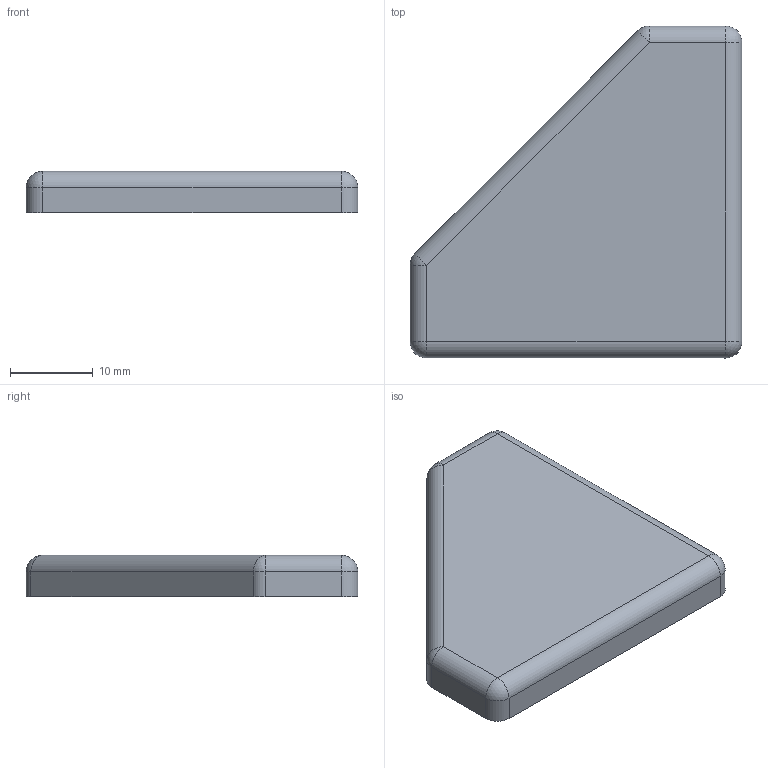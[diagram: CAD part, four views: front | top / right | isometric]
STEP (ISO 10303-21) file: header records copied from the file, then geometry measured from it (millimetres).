
FILE_DESCRIPTION(/* description */ ('Tappo 40x40 45 gradi'),/* implementation_level */ '2;1');
FILE_NAME(/* name */ 'CC40-40T.stp',/* time_stamp */ '2022-06-17T14:02:24+02:00',/* author */ ('Davide'),/* organization */ (''),/* preprocessor_version */ 'ST-DEVELOPER v18.1',/* originating_system */ 'Autodesk Inventor 2021',/* authorisation */ '');
FILE_SCHEMA (('AUTOMOTIVE_DESIGN { 1 0 10303 214 3 1 1 }'));
Length unit declared in the file: millimetre
Products named in the file (1): CC40-40T
Bounding box: 40 x 40 x 5 mm (x, y, z)
Volume: 5907.7 mm3; surface area: 2992.1 mm2
Topology: 1 solids, 1 shells, 22 faces, 45 edges, 25 vertices
Faces by surface type: cylinder 10, plane 7, sphere 5
Entity records: 610 total; most frequent: DIRECTION 111, CARTESIAN_POINT 93, ORIENTED_EDGE 90, EDGE_CURVE 45, AXIS2_PLACEMENT_3D 43, LINE 25, VECTOR 25, VERTEX_POINT 25
